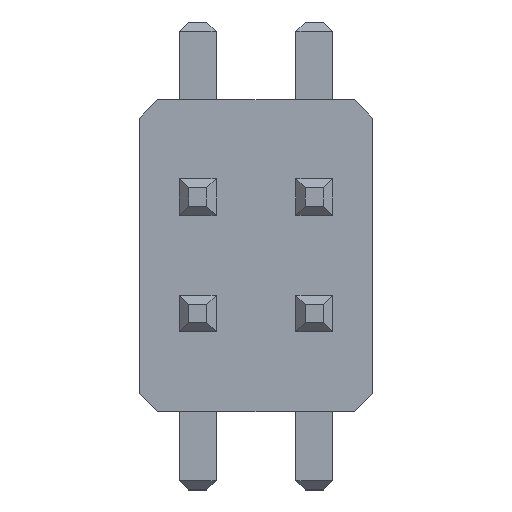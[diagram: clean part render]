
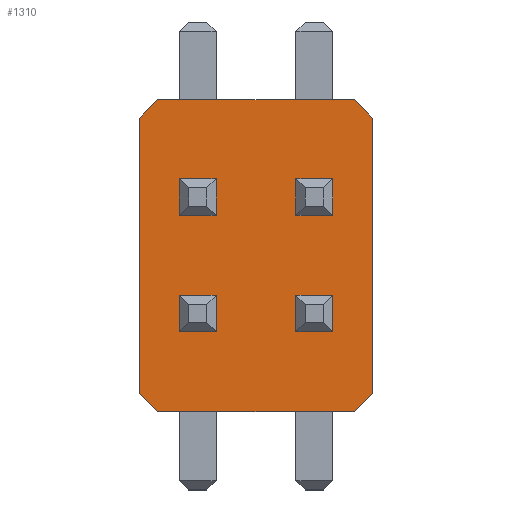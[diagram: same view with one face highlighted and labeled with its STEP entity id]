
A CAD part, top view. The second image highlights one B-rep face of the part: STEP entity #1310.
In plain terms, the highlighted planar face has unit normal (0, 0, 1).
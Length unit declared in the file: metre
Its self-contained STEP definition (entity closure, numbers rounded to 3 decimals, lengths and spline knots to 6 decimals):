
#44=ORIENTED_EDGE('',*,*,#398,.F.);
#45=ORIENTED_EDGE('',*,*,#412,.T.);
#46=ORIENTED_EDGE('',*,*,#400,.T.);
#47=ORIENTED_EDGE('',*,*,#413,.T.);
#48=ORIENTED_EDGE('',*,*,#404,.T.);
#49=ORIENTED_EDGE('',*,*,#414,.T.);
#50=ORIENTED_EDGE('',*,*,#408,.F.);
#51=ORIENTED_EDGE('',*,*,#415,.T.);
#398=EDGE_CURVE('',#582,#583,#694,.T.);
#400=EDGE_CURVE('',#584,#585,#696,.T.);
#404=EDGE_CURVE('',#588,#589,#700,.T.);
#408=EDGE_CURVE('',#592,#593,#704,.T.);
#412=EDGE_CURVE('',#582,#584,#708,.T.);
#413=EDGE_CURVE('',#585,#588,#709,.F.);
#414=EDGE_CURVE('',#589,#593,#710,.T.);
#415=EDGE_CURVE('',#592,#583,#711,.F.);
#582=VERTEX_POINT('',#1896);
#583=VERTEX_POINT('',#1898);
#584=VERTEX_POINT('',#1902);
#585=VERTEX_POINT('',#1903);
#588=VERTEX_POINT('',#1911);
#589=VERTEX_POINT('',#1912);
#592=VERTEX_POINT('',#1920);
#593=VERTEX_POINT('',#1921);
#694=LINE('',#1897,#878);
#696=LINE('',#1901,#880);
#700=LINE('',#1910,#884);
#704=LINE('',#1919,#888);
#708=LINE('',#1928,#892);
#709=LINE('',#1929,#893);
#710=LINE('',#1930,#894);
#711=LINE('',#1931,#895);
#878=VECTOR('',#1538,1.);
#880=VECTOR('',#1542,1.);
#884=VECTOR('',#1548,1.);
#888=VECTOR('',#1554,1.);
#892=VECTOR('',#1560,1.);
#893=VECTOR('',#1561,1.);
#894=VECTOR('',#1562,1.);
#895=VECTOR('',#1563,1.);
#1064=EDGE_LOOP('',(#44,#45,#46,#47,#48,#49,#50,#51));
#1146=FACE_BOUND('',#1064,.T.);
#1228=PLANE('',#1450);
#1310=ADVANCED_FACE('',(#1146),#1228,.T.);
#1450=AXIS2_PLACEMENT_3D('',#1927,#1558,#1559);
#1538=DIRECTION('',(0.,-1.,0.));
#1542=DIRECTION('',(-1.,0.,0.));
#1548=DIRECTION('',(0.,-1.,0.));
#1554=DIRECTION('',(-1.,0.,0.));
#1558=DIRECTION('',(0.,0.,1.));
#1559=DIRECTION('',(1.,0.,0.));
#1560=DIRECTION('',(-0.707,0.707,0.));
#1561=DIRECTION('',(0.707,0.707,0.));
#1562=DIRECTION('',(0.707,-0.707,0.));
#1563=DIRECTION('',(-0.707,-0.707,0.));
#1896=CARTESIAN_POINT('',(0.00127,0.0015,0.001));
#1897=CARTESIAN_POINT('',(0.00127,0.,0.001));
#1898=CARTESIAN_POINT('',(0.00127,-0.0015,0.001));
#1901=CARTESIAN_POINT('',(0.,0.0017,0.001));
#1902=CARTESIAN_POINT('',(0.00107,0.0017,0.001));
#1903=CARTESIAN_POINT('',(-0.00107,0.0017,0.001));
#1910=CARTESIAN_POINT('',(-0.00127,0.,0.001));
#1911=CARTESIAN_POINT('',(-0.00127,0.0015,0.001));
#1912=CARTESIAN_POINT('',(-0.00127,-0.0015,0.001));
#1919=CARTESIAN_POINT('',(0.,-0.0017,0.001));
#1920=CARTESIAN_POINT('',(0.00107,-0.0017,0.001));
#1921=CARTESIAN_POINT('',(-0.00107,-0.0017,0.001));
#1927=CARTESIAN_POINT('',(0.,0.,0.001));
#1928=CARTESIAN_POINT('',(0.001385,0.001385,0.001));
#1929=CARTESIAN_POINT('',(-0.001385,0.001385,0.001));
#1930=CARTESIAN_POINT('',(-0.001385,-0.001385,0.001));
#1931=CARTESIAN_POINT('',(0.001385,-0.001385,0.001));
